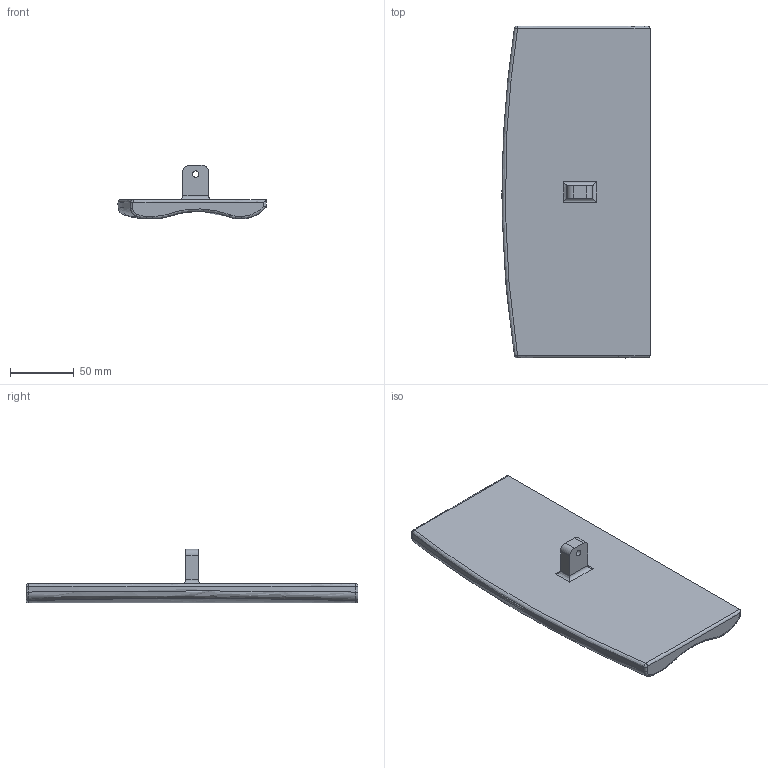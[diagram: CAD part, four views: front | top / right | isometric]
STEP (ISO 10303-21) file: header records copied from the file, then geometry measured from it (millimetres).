
FILE_DESCRIPTION(('FreeCAD Model'),'2;1');
FILE_NAME('Palav2.step','2020-04-17T11:48:19',('Author'),(''), 'Open CASCADE STEP processor 7.3','FreeCAD','Unknown');
FILE_SCHEMA(('AUTOMOTIVE_DESIGN { 1 0 10303 214 1 1 1 1 }'));
Length unit declared in the file: millimetre
Products named in the file (1): Fillet003
Bounding box: 116 x 260 x 42 mm (x, y, z)
Volume: 365417.7 mm3; surface area: 67319.7 mm2
Topology: 1 solids, 1 shells, 50 faces, 115 edges, 68 vertices
Faces by surface type: bspline 40, plane 7, cylinder 3
Full cylindrical faces by diameter (mm): 5 x1
Entity records: 7228 total; most frequent: CARTESIAN_POINT 5457, ORIENTED_EDGE 230, PCURVE 230, DEFINITIONAL_REPRESENTATION 230, DIRECTION 156, B_SPLINE_CURVE_WITH_KNOTS 156, LINE 119, VECTOR 119
